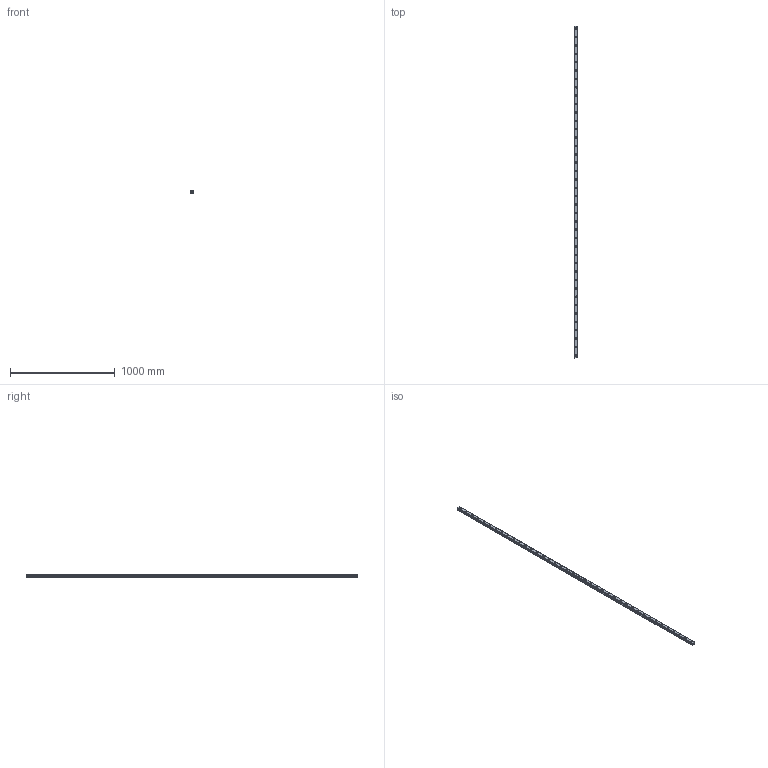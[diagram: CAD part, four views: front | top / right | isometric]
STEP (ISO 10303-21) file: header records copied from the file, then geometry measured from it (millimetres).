
FILE_DESCRIPTION(('STEP AP214'),'1');
FILE_NAME('cctmp_5E34A304-6DF2-474C-BCF6-5D678C47D476_2021_02_12_15_20_26_0658..stp','2021-02-12T14:20:26',('HIWIN GmbH'),('CADClick - www.CADClick.com'),'Spatial InterOp 3D',' ','unknown authorization');
FILE_SCHEMA(('AUTOMOTIVE_DESIGN'));
Length unit declared in the file: millimetre
Products named in the file (1): EGR35R3170C_FILE
Bounding box: 34 x 3170 x 27.5 mm (x, y, z)
Volume: 2495124.4 mm3; surface area: 444552 mm2
Topology: 1 solids, 1 shells, 467 faces, 1023 edges, 682 vertices
Faces by surface type: cylinder 258, plane 209
Entity records: 16793 total; most frequent: DIRECTION 2475, CARTESIAN_POINT 2173, ORIENTED_EDGE 2046, EDGE_CURVE 1023, AXIS2_PLACEMENT_3D 984, VERTEX_POINT 682, EDGE_LOOP 591, CIRCLE 516
